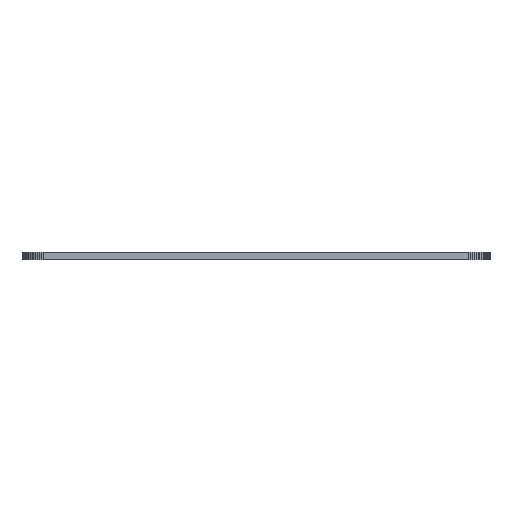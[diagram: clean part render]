
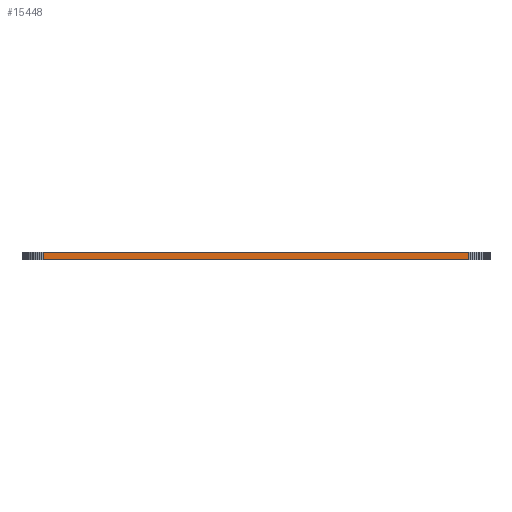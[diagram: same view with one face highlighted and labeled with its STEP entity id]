
A CAD part, front view. The second image highlights one B-rep face of the part: STEP entity #15448.
In plain terms, the highlighted planar face has unit normal (0, -1, 0).
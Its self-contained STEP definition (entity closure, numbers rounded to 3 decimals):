
#83 = PLANE('',#84);
#84 = AXIS2_PLACEMENT_3D('',#85,#86,#87);
#85 = CARTESIAN_POINT('',(98.806,-80.798,1.6));
#86 = DIRECTION('',(-0.,-0.,-1.));
#87 = DIRECTION('',(-1.,0.,0.));
#137 = PLANE('',#138);
#138 = AXIS2_PLACEMENT_3D('',#139,#140,#141);
#139 = CARTESIAN_POINT('',(98.806,-80.798,0.));
#140 = DIRECTION('',(-0.,-0.,-1.));
#141 = DIRECTION('',(-1.,0.,0.));
#1170 = VERTEX_POINT('',#1171);
#1171 = CARTESIAN_POINT('',(146.812,-115.621,0.));
#1185 = PLANE('',#1186);
#1186 = AXIS2_PLACEMENT_3D('',#1187,#1188,#1189);
#1187 = CARTESIAN_POINT('',(147.257,-115.6,0.));
#1188 = DIRECTION('',(0.046,-0.999,0.));
#1189 = DIRECTION('',(-0.999,-0.046,0.));
#1197 = EDGE_CURVE('',#1170,#1198,#1200,.T.);
#1198 = VERTEX_POINT('',#1199);
#1199 = CARTESIAN_POINT('',(50.8,-115.621,0.));
#1200 = SURFACE_CURVE('',#1201,(#1205,#1212),.PCURVE_S1.);
#1201 = LINE('',#1202,#1203);
#1202 = CARTESIAN_POINT('',(146.812,-115.621,0.));
#1203 = VECTOR('',#1204,1.);
#1204 = DIRECTION('',(-1.,0.,0.));
#1205 = PCURVE('',#137,#1206);
#1206 = DEFINITIONAL_REPRESENTATION('',(#1207),#1211);
#1207 = LINE('',#1208,#1209);
#1208 = CARTESIAN_POINT('',(-48.006,-34.823));
#1209 = VECTOR('',#1210,1.);
#1210 = DIRECTION('',(1.,0.));
#1211 = ( GEOMETRIC_REPRESENTATION_CONTEXT(2) 
PARAMETRIC_REPRESENTATION_CONTEXT() REPRESENTATION_CONTEXT('2D SPACE',''
  ) );
#1212 = PCURVE('',#1213,#1218);
#1213 = PLANE('',#1214);
#1214 = AXIS2_PLACEMENT_3D('',#1215,#1216,#1217);
#1215 = CARTESIAN_POINT('',(146.812,-115.621,0.));
#1216 = DIRECTION('',(0.,-1.,0.));
#1217 = DIRECTION('',(-1.,0.,0.));
#1218 = DEFINITIONAL_REPRESENTATION('',(#1219),#1223);
#1219 = LINE('',#1220,#1221);
#1220 = CARTESIAN_POINT('',(0.,-0.));
#1221 = VECTOR('',#1222,1.);
#1222 = DIRECTION('',(1.,0.));
#1223 = ( GEOMETRIC_REPRESENTATION_CONTEXT(2) 
PARAMETRIC_REPRESENTATION_CONTEXT() REPRESENTATION_CONTEXT('2D SPACE',''
  ) );
#1241 = PLANE('',#1242);
#1242 = AXIS2_PLACEMENT_3D('',#1243,#1244,#1245);
#1243 = CARTESIAN_POINT('',(50.8,-115.621,0.));
#1244 = DIRECTION('',(-0.046,-0.999,0.));
#1245 = DIRECTION('',(-0.999,0.046,0.));
#8370 = VERTEX_POINT('',#8371);
#8371 = CARTESIAN_POINT('',(146.812,-115.621,1.6));
#8392 = EDGE_CURVE('',#8370,#8393,#8395,.T.);
#8393 = VERTEX_POINT('',#8394);
#8394 = CARTESIAN_POINT('',(50.8,-115.621,1.6));
#8395 = SURFACE_CURVE('',#8396,(#8400,#8407),.PCURVE_S1.);
#8396 = LINE('',#8397,#8398);
#8397 = CARTESIAN_POINT('',(146.812,-115.621,1.6));
#8398 = VECTOR('',#8399,1.);
#8399 = DIRECTION('',(-1.,0.,0.));
#8400 = PCURVE('',#83,#8401);
#8401 = DEFINITIONAL_REPRESENTATION('',(#8402),#8406);
#8402 = LINE('',#8403,#8404);
#8403 = CARTESIAN_POINT('',(-48.006,-34.823));
#8404 = VECTOR('',#8405,1.);
#8405 = DIRECTION('',(1.,0.));
#8406 = ( GEOMETRIC_REPRESENTATION_CONTEXT(2) 
PARAMETRIC_REPRESENTATION_CONTEXT() REPRESENTATION_CONTEXT('2D SPACE',''
  ) );
#8407 = PCURVE('',#1213,#8408);
#8408 = DEFINITIONAL_REPRESENTATION('',(#8409),#8413);
#8409 = LINE('',#8410,#8411);
#8410 = CARTESIAN_POINT('',(0.,-1.6));
#8411 = VECTOR('',#8412,1.);
#8412 = DIRECTION('',(1.,0.));
#8413 = ( GEOMETRIC_REPRESENTATION_CONTEXT(2) 
PARAMETRIC_REPRESENTATION_CONTEXT() REPRESENTATION_CONTEXT('2D SPACE',''
  ) );
#15400 = EDGE_CURVE('',#1170,#8370,#15401,.T.);
#15401 = SURFACE_CURVE('',#15402,(#15406,#15413),.PCURVE_S1.);
#15402 = LINE('',#15403,#15404);
#15403 = CARTESIAN_POINT('',(146.812,-115.621,0.));
#15404 = VECTOR('',#15405,1.);
#15405 = DIRECTION('',(0.,0.,1.));
#15406 = PCURVE('',#1185,#15407);
#15407 = DEFINITIONAL_REPRESENTATION('',(#15408),#15412);
#15408 = LINE('',#15409,#15410);
#15409 = CARTESIAN_POINT('',(0.446,0.));
#15410 = VECTOR('',#15411,1.);
#15411 = DIRECTION('',(0.,-1.));
#15412 = ( GEOMETRIC_REPRESENTATION_CONTEXT(2) 
PARAMETRIC_REPRESENTATION_CONTEXT() REPRESENTATION_CONTEXT('2D SPACE',''
  ) );
#15413 = PCURVE('',#1213,#15414);
#15414 = DEFINITIONAL_REPRESENTATION('',(#15415),#15419);
#15415 = LINE('',#15416,#15417);
#15416 = CARTESIAN_POINT('',(0.,-0.));
#15417 = VECTOR('',#15418,1.);
#15418 = DIRECTION('',(0.,-1.));
#15419 = ( GEOMETRIC_REPRESENTATION_CONTEXT(2) 
PARAMETRIC_REPRESENTATION_CONTEXT() REPRESENTATION_CONTEXT('2D SPACE',''
  ) );
#15448 = ADVANCED_FACE('',(#15449),#1213,.T.);
#15449 = FACE_BOUND('',#15450,.T.);
#15450 = EDGE_LOOP('',(#15451,#15452,#15453,#15474));
#15451 = ORIENTED_EDGE('',*,*,#15400,.T.);
#15452 = ORIENTED_EDGE('',*,*,#8392,.T.);
#15453 = ORIENTED_EDGE('',*,*,#15454,.F.);
#15454 = EDGE_CURVE('',#1198,#8393,#15455,.T.);
#15455 = SURFACE_CURVE('',#15456,(#15460,#15467),.PCURVE_S1.);
#15456 = LINE('',#15457,#15458);
#15457 = CARTESIAN_POINT('',(50.8,-115.621,0.));
#15458 = VECTOR('',#15459,1.);
#15459 = DIRECTION('',(0.,0.,1.));
#15460 = PCURVE('',#1213,#15461);
#15461 = DEFINITIONAL_REPRESENTATION('',(#15462),#15466);
#15462 = LINE('',#15463,#15464);
#15463 = CARTESIAN_POINT('',(96.012,0.));
#15464 = VECTOR('',#15465,1.);
#15465 = DIRECTION('',(0.,-1.));
#15466 = ( GEOMETRIC_REPRESENTATION_CONTEXT(2) 
PARAMETRIC_REPRESENTATION_CONTEXT() REPRESENTATION_CONTEXT('2D SPACE',''
  ) );
#15467 = PCURVE('',#1241,#15468);
#15468 = DEFINITIONAL_REPRESENTATION('',(#15469),#15473);
#15469 = LINE('',#15470,#15471);
#15470 = CARTESIAN_POINT('',(0.,0.));
#15471 = VECTOR('',#15472,1.);
#15472 = DIRECTION('',(0.,-1.));
#15473 = ( GEOMETRIC_REPRESENTATION_CONTEXT(2) 
PARAMETRIC_REPRESENTATION_CONTEXT() REPRESENTATION_CONTEXT('2D SPACE',''
  ) );
#15474 = ORIENTED_EDGE('',*,*,#1197,.F.);
